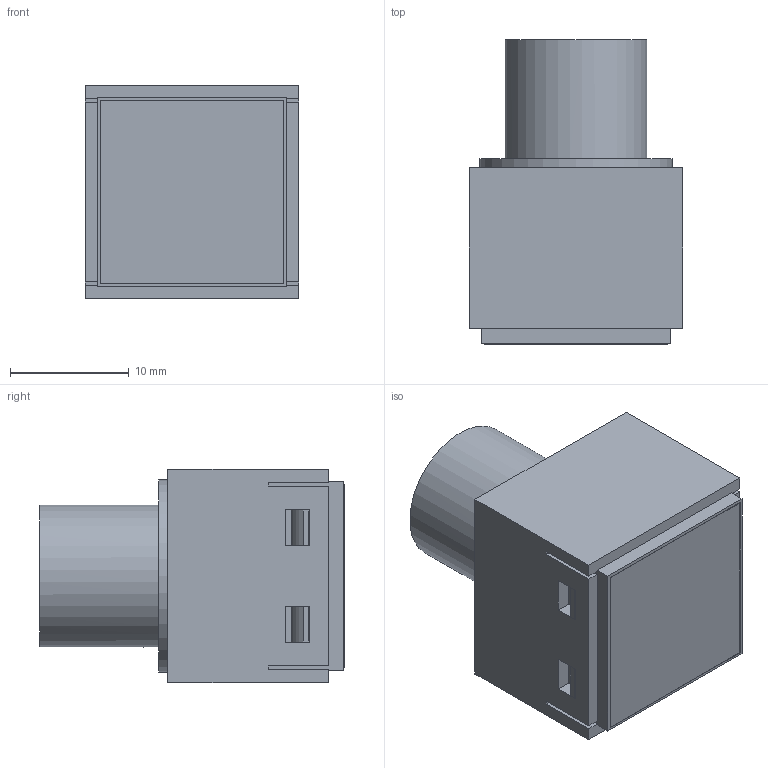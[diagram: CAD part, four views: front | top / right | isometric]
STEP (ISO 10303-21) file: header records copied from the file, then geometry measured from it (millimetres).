
FILE_DESCRIPTION(/* description */ ('TL Series - Fully Illuminated Toggles - body-'),/* implementation_level */ '2;1');
FILE_NAME(/* name */ 'tl-cap.ipt.step',/* time_stamp */ '2014-01-01T17:27:41-08:00',/* author */ ('Cadenas PARTsolutions'),/* organization */ ('NKKSWITCHES'),/* preprocessor_version */ 'ST-DEVELOPER v15.2',/* originating_system */ 'Autodesk Inventor 2014',/* authorisation */ '');
FILE_SCHEMA (('AUTOMOTIVE_DESIGN { 1 0 10303 214 3 1 1 }'));
Length unit declared in the file: inch
Products named in the file (1): tl-cap
Bounding box: 18.01 x 25.63 x 18.01 mm (x, y, z)
Volume: 5604.3 mm3; surface area: 2689 mm2
Topology: 1 solids, 1 shells, 73 faces, 201 edges, 134 vertices
Faces by surface type: plane 66, cylinder 7
Full cylindrical faces by diameter (mm): 7.518 x1, 12 x1, 16.256 x1
Entity records: 2305 total; most frequent: CARTESIAN_POINT 404, ORIENTED_EDGE 394, DIRECTION 360, EDGE_CURVE 197, LINE 182, VECTOR 182, VERTEX_POINT 133, AXIS2_PLACEMENT_3D 89
